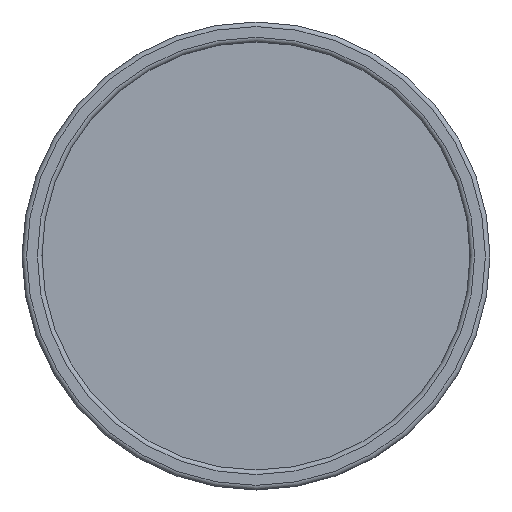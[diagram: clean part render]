
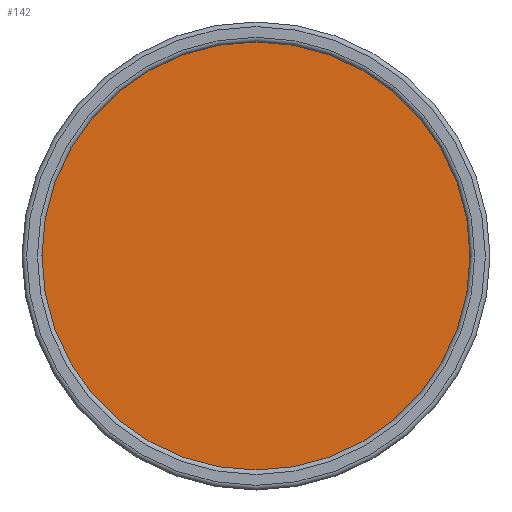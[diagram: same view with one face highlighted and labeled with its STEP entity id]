
A CAD part, top view. The second image highlights one B-rep face of the part: STEP entity #142.
In plain terms, the highlighted planar face has unit normal (0, 0, 1).
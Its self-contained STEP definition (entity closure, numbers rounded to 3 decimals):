
#32=PLANE('',#175);
#39=FACE_OUTER_BOUND('',#51,.T.);
#51=EDGE_LOOP('',(#116));
#61=CIRCLE('',#169,13.945);
#73=VERTEX_POINT('',#252);
#85=EDGE_CURVE('',#73,#73,#61,.T.);
#116=ORIENTED_EDGE('',*,*,#85,.F.);
#142=ADVANCED_FACE('',(#39),#32,.T.);
#169=AXIS2_PLACEMENT_3D('',#254,#203,#204);
#175=AXIS2_PLACEMENT_3D('',#263,#216,#217);
#203=DIRECTION('center_axis',(0.,0.,-1.));
#204=DIRECTION('ref_axis',(-1.,0.,0.));
#216=DIRECTION('center_axis',(0.,0.,1.));
#217=DIRECTION('ref_axis',(-1.,0.,0.));
#252=CARTESIAN_POINT('',(13.945,0.,50.));
#254=CARTESIAN_POINT('Origin',(0.,0.,50.));
#263=CARTESIAN_POINT('Origin',(0.,0.,50.));
